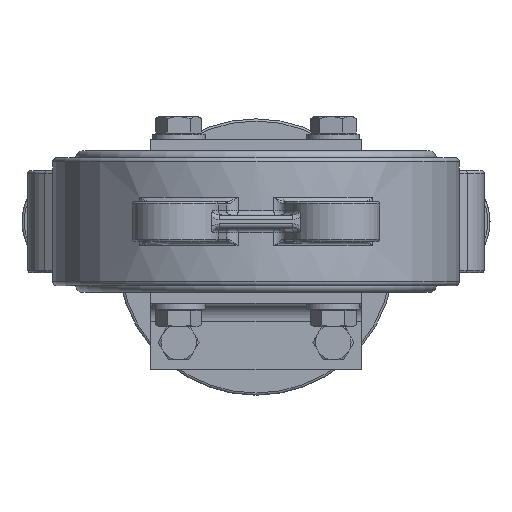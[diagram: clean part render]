
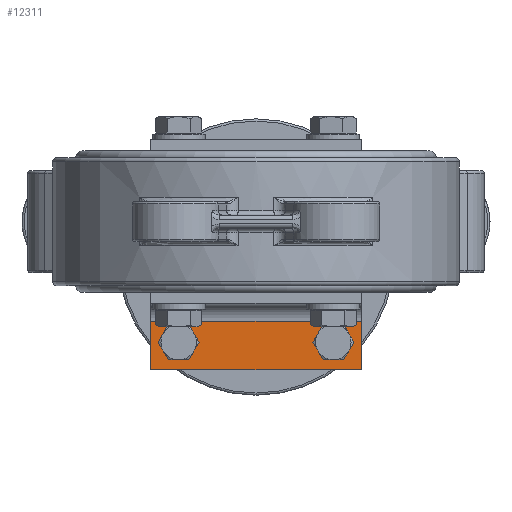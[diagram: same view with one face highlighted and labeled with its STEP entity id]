
A CAD part, front view. The second image highlights one B-rep face of the part: STEP entity #12311.
In plain terms, the highlighted planar face has unit normal (0, -1, 0).
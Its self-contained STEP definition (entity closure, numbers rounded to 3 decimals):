
#903=LINE('',#24043,#1636);
#906=LINE('',#24049,#1639);
#907=LINE('',#24051,#1640);
#908=LINE('',#24052,#1641);
#1636=VECTOR('',#16956,10.);
#1639=VECTOR('',#16961,10.);
#1640=VECTOR('',#16962,10.);
#1641=VECTOR('',#16963,10.);
#2285=FACE_BOUND('',#3937,.T.);
#2286=FACE_BOUND('',#3938,.T.);
#2503=PLANE('',#13808);
#3153=FACE_OUTER_BOUND('',#3936,.T.);
#3936=EDGE_LOOP('',(#10363,#10364,#10365,#10366));
#3937=EDGE_LOOP('',(#10367));
#3938=EDGE_LOOP('',(#10368));
#4691=CIRCLE('',#13799,5.);
#4693=CIRCLE('',#13802,6.);
#5685=VERTEX_POINT('',#24022);
#5687=VERTEX_POINT('',#24028);
#5691=VERTEX_POINT('',#24040);
#5692=VERTEX_POINT('',#24042);
#5694=VERTEX_POINT('',#24048);
#5695=VERTEX_POINT('',#24050);
#7266=EDGE_CURVE('',#5685,#5685,#4691,.T.);
#7269=EDGE_CURVE('',#5687,#5687,#4693,.T.);
#7276=EDGE_CURVE('',#5691,#5692,#903,.T.);
#7279=EDGE_CURVE('',#5691,#5694,#906,.T.);
#7280=EDGE_CURVE('',#5694,#5695,#907,.T.);
#7281=EDGE_CURVE('',#5695,#5692,#908,.T.);
#10363=ORIENTED_EDGE('',*,*,#7279,.T.);
#10364=ORIENTED_EDGE('',*,*,#7280,.T.);
#10365=ORIENTED_EDGE('',*,*,#7281,.T.);
#10366=ORIENTED_EDGE('',*,*,#7276,.F.);
#10367=ORIENTED_EDGE('',*,*,#7266,.T.);
#10368=ORIENTED_EDGE('',*,*,#7269,.T.);
#12311=ADVANCED_FACE('',(#3153,#2285,#2286),#2503,.F.);
#13799=AXIS2_PLACEMENT_3D('',#24023,#16934,#16935);
#13802=AXIS2_PLACEMENT_3D('',#24029,#16941,#16942);
#13808=AXIS2_PLACEMENT_3D('',#24047,#16959,#16960);
#16934=DIRECTION('center_axis',(0.,1.,0.));
#16935=DIRECTION('ref_axis',(1.,0.,0.));
#16941=DIRECTION('center_axis',(0.,1.,0.));
#16942=DIRECTION('ref_axis',(1.,0.,0.));
#16956=DIRECTION('',(0.,0.,-1.));
#16959=DIRECTION('center_axis',(0.,1.,0.));
#16960=DIRECTION('ref_axis',(1.,0.,0.));
#16961=DIRECTION('',(-1.,0.,0.));
#16962=DIRECTION('',(0.,0.,-1.));
#16963=DIRECTION('',(1.,0.,0.));
#24022=CARTESIAN_POINT('',(-40.,113.,-17.5));
#24023=CARTESIAN_POINT('Origin',(-35.,113.,-17.5));
#24028=CARTESIAN_POINT('',(29.,113.,-17.5));
#24029=CARTESIAN_POINT('Origin',(35.,113.,-17.5));
#24040=CARTESIAN_POINT('',(47.5,113.,-8.));
#24042=CARTESIAN_POINT('',(47.5,113.,-30.));
#24043=CARTESIAN_POINT('',(47.5,113.,8.022));
#24047=CARTESIAN_POINT('Origin',(0.,113.,-10.989));
#24048=CARTESIAN_POINT('',(-47.5,113.,-8.));
#24049=CARTESIAN_POINT('',(0.,113.,-8.));
#24050=CARTESIAN_POINT('',(-47.5,113.,-30.));
#24051=CARTESIAN_POINT('',(-47.5,113.,8.022));
#24052=CARTESIAN_POINT('',(-47.5,113.,-30.));
